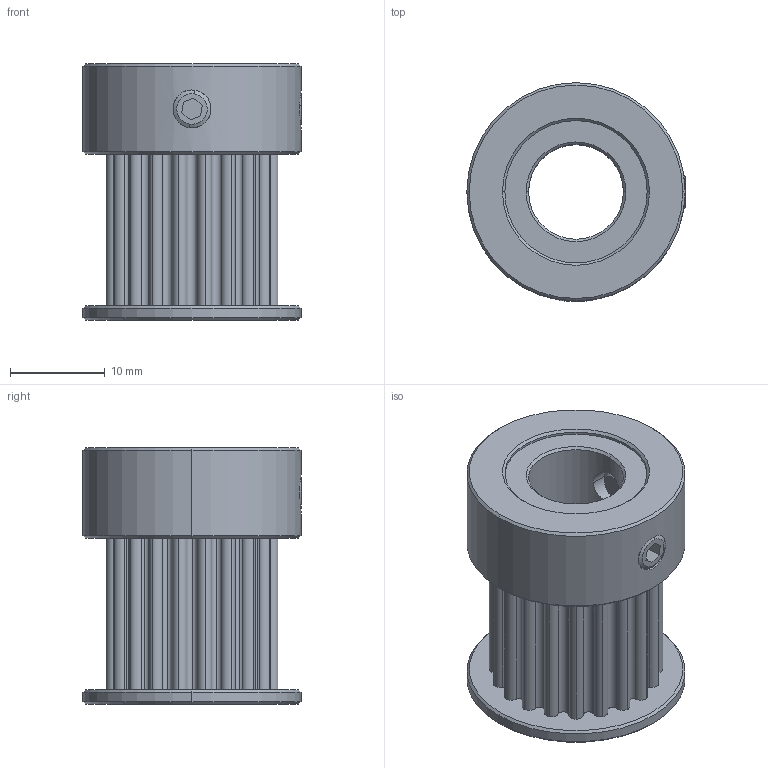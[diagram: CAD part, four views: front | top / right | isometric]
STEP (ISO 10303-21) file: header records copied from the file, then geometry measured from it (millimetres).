
FILE_DESCRIPTION (( 'STEP AP203' ), '1' );
FILE_NAME ('3MGT_20T-pulley_15mm-Belt_IB-10mm.STEP', '2022-08-09T08:55:16', ( '' ), ( '' ), 'SwSTEP 2.0', 'SolidWorks 2019', '' );
FILE_SCHEMA (( 'CONFIG_CONTROL_DESIGN' ));
Length unit declared in the file: millimetre
Products named in the file (3): 3MGT_20T-pulley_15mm-Belt; 3MGT_20T-pulley_15mm-Belt_IB-10mm; ISO 4026 - M4 x 6-N_ISO 4026 - M4 x 6-N
Assembly tree (3 placements, depth 2):
  3MGT_20T-pulley_15mm-Belt_IB-10mm
    3MGT_20T-pulley_15mm-Belt
    ISO 4026 - M4 x 6-N_ISO 4026 - M4 x 6-N  x2
Bounding box: 23 x 23 x 27 mm (x, y, z)
Volume: 6012.3 mm3; surface area: 4247.3 mm2
Topology: 3 solids, 3 shells, 145 faces, 381 edges, 246 vertices
Faces by surface type: cylinder 97, cone 24, plane 24
Entity records: 4714 total; most frequent: CARTESIAN_POINT 945, DIRECTION 811, ORIENTED_EDGE 698, EDGE_CURVE 349, AXIS2_PLACEMENT_3D 338, VERTEX_POINT 226, CIRCLE 202, EDGE_LOOP 139
